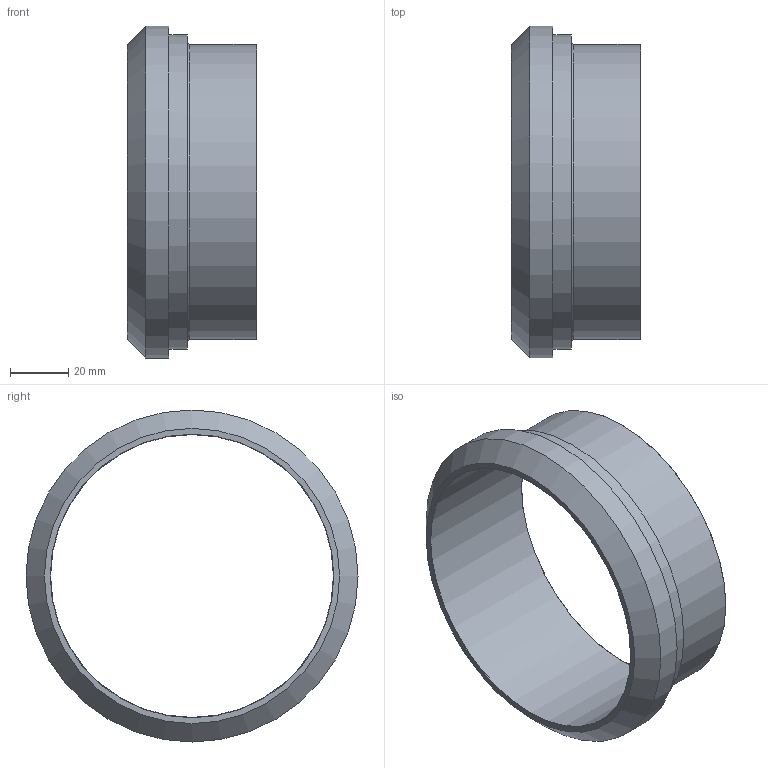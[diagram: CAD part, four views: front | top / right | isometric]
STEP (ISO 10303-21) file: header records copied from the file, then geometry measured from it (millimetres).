
FILE_DESCRIPTION(/* description */ (''),/* implementation_level */ '2;1');
FILE_NAME(/* name */ 'L14A7-4.stp',/* time_stamp */ '2021-05-21T11:04:53-04:00',/* author */ ('ken'),/* organization */ (''),/* preprocessor_version */ 'ST-DEVELOPER v18',/* originating_system */ 'Autodesk Inventor 2020',/* authorisation */ '');
FILE_SCHEMA (('AUTOMOTIVE_DESIGN { 1 0 10303 214 3 1 1 }'));
Length unit declared in the file: inch
Products named in the file (1): L14A7-4
Bounding box: 44.45 x 114.3 x 114.3 mm (x, y, z)
Volume: 59954.2 mm3; surface area: 32565.5 mm2
Topology: 1 solids, 1 shells, 13 faces, 39 edges, 30 vertices
Faces by surface type: torus 4, cylinder 4, plane 4, cone 1
Full cylindrical faces by diameter (mm): 97.384 x1, 101.6 x1, 108.153 x1, 114.3 x1
Entity records: 530 total; most frequent: DIRECTION 101, CARTESIAN_POINT 83, ORIENTED_EDGE 78, AXIS2_PLACEMENT_3D 48, EDGE_CURVE 39, CIRCLE 34, VERTEX_POINT 30, EDGE_LOOP 17
